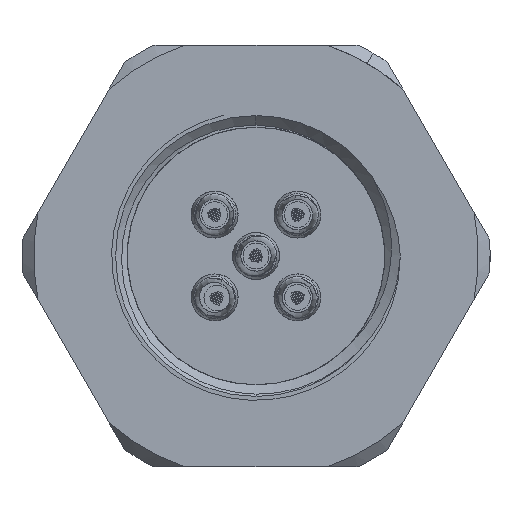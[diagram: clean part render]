
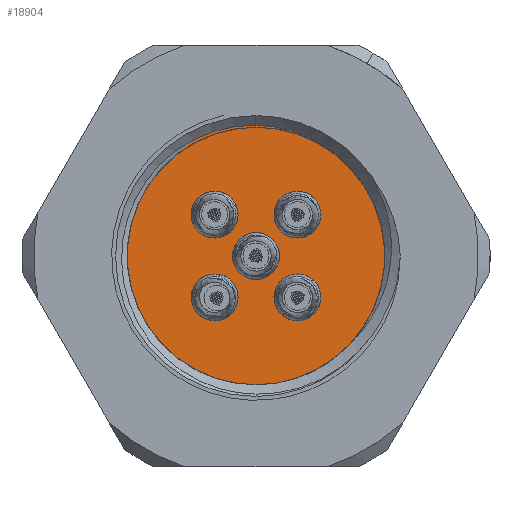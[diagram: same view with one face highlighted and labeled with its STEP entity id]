
A CAD part, left-side view. The second image highlights one B-rep face of the part: STEP entity #18904.
In plain terms, the highlighted face is planar.
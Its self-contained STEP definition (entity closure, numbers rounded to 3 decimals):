
#898 = CIRCLE ( 'NONE', #21116, 0.75 ) ;
#1615 = DIRECTION ( 'NONE',  ( 0., 0., -1. ) ) ;
#3188 = DIRECTION ( 'NONE',  ( 1., 0., 0. ) ) ;
#3228 = VERTEX_POINT ( 'NONE', #16487 ) ;
#5456 = DIRECTION ( 'NONE',  ( 1., 0., 0. ) ) ;
#6596 = DIRECTION ( 'NONE',  ( 1., 0., 0. ) ) ;
#6742 = ORIENTED_EDGE ( 'NONE', *, *, #37600, .F. ) ;
#6935 = CIRCLE ( 'NONE', #35763, 0.75 ) ;
#7444 = ORIENTED_EDGE ( 'NONE', *, *, #46813, .F. ) ;
#7701 = VERTEX_POINT ( 'NONE', #53390 ) ;
#7729 = CARTESIAN_POINT ( 'NONE',  ( 9.35, -1.768, -1.768 ) ) ;
#8225 = FACE_BOUND ( 'NONE', #41889, .T. ) ;
#8519 = CARTESIAN_POINT ( 'NONE',  ( 9.35, 0., 6. ) ) ;
#8641 = EDGE_LOOP ( 'NONE', ( #51409, #45368 ) ) ;
#9490 = EDGE_CURVE ( 'NONE', #51628, #58117, #29360, .T. ) ;
#9906 = EDGE_LOOP ( 'NONE', ( #13830, #6742 ) ) ;
#10184 = CARTESIAN_POINT ( 'NONE',  ( 9.35, -1.768, -1.018 ) ) ;
#11571 = EDGE_LOOP ( 'NONE', ( #22558, #23410 ) ) ;
#12097 = VERTEX_POINT ( 'NONE', #55624 ) ;
#12115 = DIRECTION ( 'NONE',  ( 1., 0., 0. ) ) ;
#12557 = DIRECTION ( 'NONE',  ( 0., 0., -1. ) ) ;
#12739 = CIRCLE ( 'NONE', #51146, 0.75 ) ;
#13111 = CIRCLE ( 'NONE', #20774, 0.75 ) ;
#13338 = FACE_BOUND ( 'NONE', #36752, .T. ) ;
#13712 = CARTESIAN_POINT ( 'NONE',  ( 9.35, 1.768, 1.768 ) ) ;
#13830 = ORIENTED_EDGE ( 'NONE', *, *, #43168, .F. ) ;
#15363 = CARTESIAN_POINT ( 'NONE',  ( 9.35, -1.768, -2.518 ) ) ;
#16205 = CARTESIAN_POINT ( 'NONE',  ( 9.35, -1.768, 1.768 ) ) ;
#16487 = CARTESIAN_POINT ( 'NONE',  ( 9.35, 1.768, 1.018 ) ) ;
#16732 = DIRECTION ( 'NONE',  ( 1., 0., 0. ) ) ;
#17013 = CARTESIAN_POINT ( 'NONE',  ( 9.35, 0., -0.75 ) ) ;
#17027 = DIRECTION ( 'NONE',  ( 0., 0., -1. ) ) ;
#17092 = EDGE_CURVE ( 'NONE', #46021, #27484, #42759, .T. ) ;
#18904 = ADVANCED_FACE ( 'NONE', ( #31113, #8225, #58737, #13338, #18989, #36201 ), #40986, .F. ) ;
#18989 = FACE_BOUND ( 'NONE', #9906, .T. ) ;
#20204 = VERTEX_POINT ( 'NONE', #36612 ) ;
#20774 = AXIS2_PLACEMENT_3D ( 'NONE', #26382, #20968, #35409 ) ;
#20968 = DIRECTION ( 'NONE',  ( 1., 0., 0. ) ) ;
#21116 = AXIS2_PLACEMENT_3D ( 'NONE', #50307, #5456, #42158 ) ;
#21625 = EDGE_CURVE ( 'NONE', #20204, #7701, #898, .T. ) ;
#22017 = AXIS2_PLACEMENT_3D ( 'NONE', #27043, #12115, #31873 ) ;
#22558 = ORIENTED_EDGE ( 'NONE', *, *, #48487, .T. ) ;
#22974 = ORIENTED_EDGE ( 'NONE', *, *, #55664, .F. ) ;
#23156 = CARTESIAN_POINT ( 'NONE',  ( 9.35, 0., -6. ) ) ;
#23410 = ORIENTED_EDGE ( 'NONE', *, *, #9490, .T. ) ;
#24237 = EDGE_CURVE ( 'NONE', #59134, #55958, #13111, .T. ) ;
#24502 = DIRECTION ( 'NONE',  ( 1., 0., 0. ) ) ;
#25047 = DIRECTION ( 'NONE',  ( 1., 0., 0. ) ) ;
#25230 = AXIS2_PLACEMENT_3D ( 'NONE', #7729, #48642, #17027 ) ;
#25507 = AXIS2_PLACEMENT_3D ( 'NONE', #44432, #16732, #53444 ) ;
#25606 = CIRCLE ( 'NONE', #48691, 6. ) ;
#25794 = AXIS2_PLACEMENT_3D ( 'NONE', #30759, #25047, #44594 ) ;
#26382 = CARTESIAN_POINT ( 'NONE',  ( 9.35, -1.768, 1.768 ) ) ;
#27043 = CARTESIAN_POINT ( 'NONE',  ( 9.35, 1.768, -1.768 ) ) ;
#27151 = DIRECTION ( 'NONE',  ( -1., 0., 0. ) ) ;
#27484 = VERTEX_POINT ( 'NONE', #10184 ) ;
#28201 = CARTESIAN_POINT ( 'NONE',  ( 9.35, -1.768, 2.518 ) ) ;
#28710 = CARTESIAN_POINT ( 'NONE',  ( 9.35, 0., 0. ) ) ;
#29360 = CIRCLE ( 'NONE', #25507, 6. ) ;
#30694 = CIRCLE ( 'NONE', #22017, 0.75 ) ;
#30759 = CARTESIAN_POINT ( 'NONE',  ( 9.35, 1.768, 1.768 ) ) ;
#30946 = DIRECTION ( 'NONE',  ( 0., 0., -1. ) ) ;
#31113 = FACE_BOUND ( 'NONE', #8641, .T. ) ;
#31873 = DIRECTION ( 'NONE',  ( 0., 0., -1. ) ) ;
#32182 = AXIS2_PLACEMENT_3D ( 'NONE', #16205, #52923, #30946 ) ;
#32263 = DIRECTION ( 'NONE',  ( 0., 0., 1. ) ) ;
#32519 = CIRCLE ( 'NONE', #25794, 0.75 ) ;
#32541 = CARTESIAN_POINT ( 'NONE',  ( 9.35, 0., 0. ) ) ;
#33510 = VERTEX_POINT ( 'NONE', #17013 ) ;
#35032 = ORIENTED_EDGE ( 'NONE', *, *, #21625, .F. ) ;
#35409 = DIRECTION ( 'NONE',  ( 0., 0., -1. ) ) ;
#35763 = AXIS2_PLACEMENT_3D ( 'NONE', #13712, #54913, #12557 ) ;
#36201 = FACE_OUTER_BOUND ( 'NONE', #11571, .T. ) ;
#36612 = CARTESIAN_POINT ( 'NONE',  ( 9.35, 1.768, -2.518 ) ) ;
#36752 = EDGE_LOOP ( 'NONE', ( #35032, #22974 ) ) ;
#37049 = DIRECTION ( 'NONE',  ( 0., 0., -1. ) ) ;
#37600 = EDGE_CURVE ( 'NONE', #47877, #3228, #32519, .T. ) ;
#38486 = EDGE_LOOP ( 'NONE', ( #53223, #52619 ) ) ;
#39625 = CIRCLE ( 'NONE', #25230, 0.75 ) ;
#40986 = PLANE ( 'NONE',  #55828 ) ;
#40990 = AXIS2_PLACEMENT_3D ( 'NONE', #52265, #3188, #57930 ) ;
#41790 = DIRECTION ( 'NONE',  ( 0., 0., -1. ) ) ;
#41889 = EDGE_LOOP ( 'NONE', ( #57400, #7444 ) ) ;
#42158 = DIRECTION ( 'NONE',  ( 0., 0., -1. ) ) ;
#42759 = CIRCLE ( 'NONE', #48533, 0.75 ) ;
#43168 = EDGE_CURVE ( 'NONE', #3228, #47877, #6935, .T. ) ;
#43736 = EDGE_CURVE ( 'NONE', #27484, #46021, #39625, .T. ) ;
#44432 = CARTESIAN_POINT ( 'NONE',  ( 9.35, 0., 0. ) ) ;
#44594 = DIRECTION ( 'NONE',  ( 0., 0., -1. ) ) ;
#45368 = ORIENTED_EDGE ( 'NONE', *, *, #49029, .F. ) ;
#46021 = VERTEX_POINT ( 'NONE', #15363 ) ;
#46179 = CARTESIAN_POINT ( 'NONE',  ( 9.35, -1.768, 1.018 ) ) ;
#46660 = DIRECTION ( 'NONE',  ( 1., 0., 0. ) ) ;
#46813 = EDGE_CURVE ( 'NONE', #55958, #59134, #53348, .T. ) ;
#47877 = VERTEX_POINT ( 'NONE', #49792 ) ;
#48487 = EDGE_CURVE ( 'NONE', #58117, #51628, #25606, .T. ) ;
#48533 = AXIS2_PLACEMENT_3D ( 'NONE', #56207, #6596, #41790 ) ;
#48642 = DIRECTION ( 'NONE',  ( 1., 0., 0. ) ) ;
#48691 = AXIS2_PLACEMENT_3D ( 'NONE', #32541, #46660, #37049 ) ;
#49029 = EDGE_CURVE ( 'NONE', #12097, #33510, #51575, .T. ) ;
#49792 = CARTESIAN_POINT ( 'NONE',  ( 9.35, 1.768, 2.518 ) ) ;
#50307 = CARTESIAN_POINT ( 'NONE',  ( 9.35, 1.768, -1.768 ) ) ;
#51146 = AXIS2_PLACEMENT_3D ( 'NONE', #28710, #24502, #1615 ) ;
#51409 = ORIENTED_EDGE ( 'NONE', *, *, #59281, .F. ) ;
#51575 = CIRCLE ( 'NONE', #40990, 0.75 ) ;
#51628 = VERTEX_POINT ( 'NONE', #8519 ) ;
#52265 = CARTESIAN_POINT ( 'NONE',  ( 9.35, 0., 0. ) ) ;
#52619 = ORIENTED_EDGE ( 'NONE', *, *, #43736, .F. ) ;
#52923 = DIRECTION ( 'NONE',  ( 1., 0., 0. ) ) ;
#53223 = ORIENTED_EDGE ( 'NONE', *, *, #17092, .F. ) ;
#53348 = CIRCLE ( 'NONE', #32182, 0.75 ) ;
#53390 = CARTESIAN_POINT ( 'NONE',  ( 9.35, 1.768, -1.018 ) ) ;
#53444 = DIRECTION ( 'NONE',  ( 0., 0., -1. ) ) ;
#54533 = CARTESIAN_POINT ( 'NONE',  ( 9.35, 4.5, 0. ) ) ;
#54913 = DIRECTION ( 'NONE',  ( 1., 0., 0. ) ) ;
#55624 = CARTESIAN_POINT ( 'NONE',  ( 9.35, 0., 0.75 ) ) ;
#55664 = EDGE_CURVE ( 'NONE', #7701, #20204, #30694, .T. ) ;
#55828 = AXIS2_PLACEMENT_3D ( 'NONE', #54533, #27151, #32263 ) ;
#55958 = VERTEX_POINT ( 'NONE', #28201 ) ;
#56207 = CARTESIAN_POINT ( 'NONE',  ( 9.35, -1.768, -1.768 ) ) ;
#57400 = ORIENTED_EDGE ( 'NONE', *, *, #24237, .F. ) ;
#57930 = DIRECTION ( 'NONE',  ( 0., 0., -1. ) ) ;
#58117 = VERTEX_POINT ( 'NONE', #23156 ) ;
#58737 = FACE_BOUND ( 'NONE', #38486, .T. ) ;
#59134 = VERTEX_POINT ( 'NONE', #46179 ) ;
#59281 = EDGE_CURVE ( 'NONE', #33510, #12097, #12739, .T. ) ;
